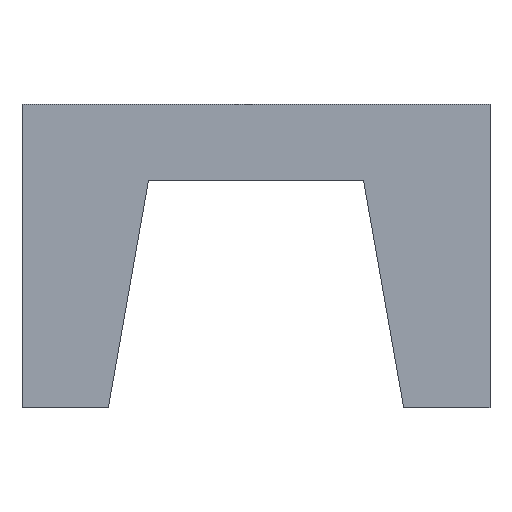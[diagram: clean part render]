
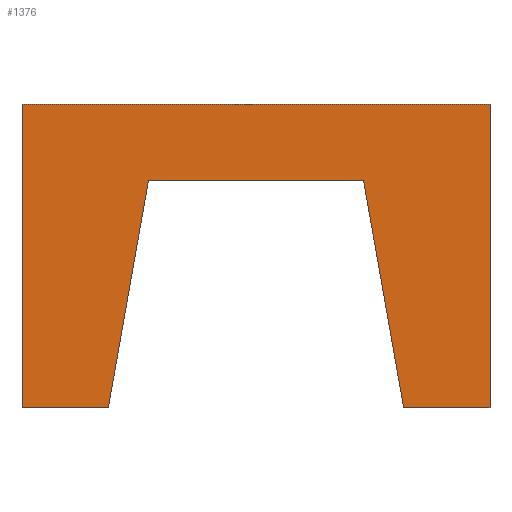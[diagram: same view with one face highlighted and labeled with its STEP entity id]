
A CAD part, left-side view. The second image highlights one B-rep face of the part: STEP entity #1376.
In plain terms, the highlighted free-form (B-spline) face has degree [1, 1] with [2, 2] control points.
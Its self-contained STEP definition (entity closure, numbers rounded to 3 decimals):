
#90 = VERTEX_POINT('',#91);
#91 = CARTESIAN_POINT('',(-64.23,-29.511,0.));
#98 = VERTEX_POINT('',#99);
#99 = CARTESIAN_POINT('',(-64.23,-40.53,
    -62.494));
#104 = EDGE_CURVE('',#98,#90,#105,.T.);
#105 = B_SPLINE_CURVE_WITH_KNOTS('',1,(#106,#107),.UNSPECIFIED.,.F.,.F.,
  (2,2),(-65.475,-7.443),.PIECEWISE_BEZIER_KNOTS.);
#106 = CARTESIAN_POINT('',(-64.23,-40.53,
    -62.494));
#107 = CARTESIAN_POINT('',(-64.23,-29.511,
    0.));
#176 = VERTEX_POINT('',#177);
#177 = CARTESIAN_POINT('',(-64.23,-64.23,
    -62.494));
#182 = EDGE_CURVE('',#176,#98,#183,.T.);
#183 = B_SPLINE_CURVE_WITH_KNOTS('',1,(#184,#185),.UNSPECIFIED.,.F.,.F.,
  (2,2),(-31.75,-10.077),.PIECEWISE_BEZIER_KNOTS.);
#184 = CARTESIAN_POINT('',(-64.23,-64.23,
    -62.494));
#185 = CARTESIAN_POINT('',(-64.23,-40.53,
    -62.494));
#267 = VERTEX_POINT('',#268);
#268 = CARTESIAN_POINT('',(-64.23,29.511,0.));
#273 = EDGE_CURVE('',#267,#274,#276,.T.);
#274 = VERTEX_POINT('',#275);
#275 = CARTESIAN_POINT('',(-64.23,40.53,
    -62.494));
#276 = B_SPLINE_CURVE_WITH_KNOTS('',1,(#277,#278),.UNSPECIFIED.,.F.,.F.,
  (2,2),(-2.757,55.275),.PIECEWISE_BEZIER_KNOTS.);
#277 = CARTESIAN_POINT('',(-64.23,29.511,
    0.));
#278 = CARTESIAN_POINT('',(-64.23,40.53,
    -62.494));
#354 = EDGE_CURVE('',#355,#274,#357,.T.);
#355 = VERTEX_POINT('',#356);
#356 = CARTESIAN_POINT('',(-64.23,64.23,
    -62.494));
#357 = B_SPLINE_CURVE_WITH_KNOTS('',1,(#358,#359),.UNSPECIFIED.,.F.,.F.,
  (2,2),(-31.75,-10.077),.PIECEWISE_BEZIER_KNOTS.);
#358 = CARTESIAN_POINT('',(-64.23,64.23,
    -62.494));
#359 = CARTESIAN_POINT('',(-64.23,40.53,
    -62.494));
#1376 = ADVANCED_FACE('',(#1377),#1407,.T.);
#1377 = FACE_BOUND('',#1378,.T.);
#1378 = EDGE_LOOP('',(#1379,#1386,#1393,#1398,#1399,#1400,#1405,#1406));
#1379 = ORIENTED_EDGE('',*,*,#1380,.F.);
#1380 = EDGE_CURVE('',#1381,#176,#1383,.T.);
#1381 = VERTEX_POINT('',#1382);
#1382 = CARTESIAN_POINT('',(-64.23,-64.23,
    20.831));
#1383 = B_SPLINE_CURVE_WITH_KNOTS('',1,(#1384,#1385),.UNSPECIFIED.,.F.,
  .F.,(2,2),(-19.05,57.15),.PIECEWISE_BEZIER_KNOTS.);
#1384 = CARTESIAN_POINT('',(-64.23,-64.23,
    20.831));
#1385 = CARTESIAN_POINT('',(-64.23,-64.23,
    -62.494));
#1386 = ORIENTED_EDGE('',*,*,#1387,.F.);
#1387 = EDGE_CURVE('',#1388,#1381,#1390,.T.);
#1388 = VERTEX_POINT('',#1389);
#1389 = CARTESIAN_POINT('',(-64.23,64.23,
    20.831));
#1390 = B_SPLINE_CURVE_WITH_KNOTS('',1,(#1391,#1392),.UNSPECIFIED.,.F.,
  .F.,(2,2),(-117.475,0.),.PIECEWISE_BEZIER_KNOTS.);
#1391 = CARTESIAN_POINT('',(-64.23,64.23,
    20.831));
#1392 = CARTESIAN_POINT('',(-64.23,-64.23,
    20.831));
#1393 = ORIENTED_EDGE('',*,*,#1394,.F.);
#1394 = EDGE_CURVE('',#355,#1388,#1395,.T.);
#1395 = B_SPLINE_CURVE_WITH_KNOTS('',1,(#1396,#1397),.UNSPECIFIED.,.F.,
  .F.,(2,2),(-57.15,19.05),.PIECEWISE_BEZIER_KNOTS.);
#1396 = CARTESIAN_POINT('',(-64.23,64.23,
    -62.494));
#1397 = CARTESIAN_POINT('',(-64.23,64.23,
    20.831));
#1398 = ORIENTED_EDGE('',*,*,#354,.T.);
#1399 = ORIENTED_EDGE('',*,*,#273,.F.);
#1400 = ORIENTED_EDGE('',*,*,#1401,.F.);
#1401 = EDGE_CURVE('',#90,#267,#1402,.T.);
#1402 = B_SPLINE_CURVE_WITH_KNOTS('',1,(#1403,#1404),.UNSPECIFIED.,.F.,
  .F.,(2,2),(31.75,85.725),.PIECEWISE_BEZIER_KNOTS.);
#1403 = CARTESIAN_POINT('',(-64.23,-29.511,0.));
#1404 = CARTESIAN_POINT('',(-64.23,29.511,0.));
#1405 = ORIENTED_EDGE('',*,*,#104,.F.);
#1406 = ORIENTED_EDGE('',*,*,#182,.F.);
#1407 = B_SPLINE_SURFACE_WITH_KNOTS('',1,1,(
    (#1408,#1409)
    ,(#1410,#1411
    )),.UNSPECIFIED.,.F.,.F.,.F.,(2,2),(2,2),(0.,117.475),(-57.15,19.05)
  ,.PIECEWISE_BEZIER_KNOTS.);
#1408 = CARTESIAN_POINT('',(-64.23,64.23,
    -62.494));
#1409 = CARTESIAN_POINT('',(-64.23,64.23,
    20.831));
#1410 = CARTESIAN_POINT('',(-64.23,-64.23,
    -62.494));
#1411 = CARTESIAN_POINT('',(-64.23,-64.23,
    20.831));
